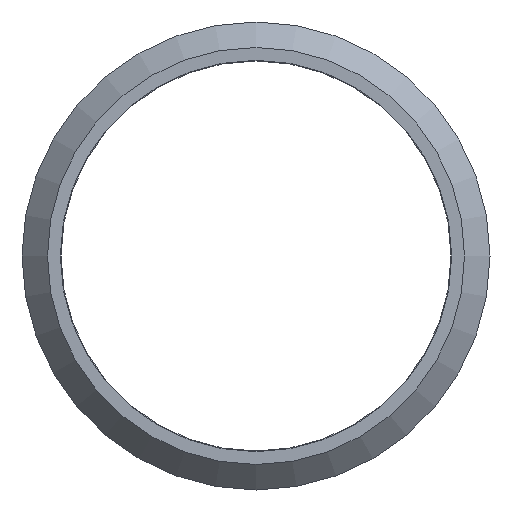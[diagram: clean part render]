
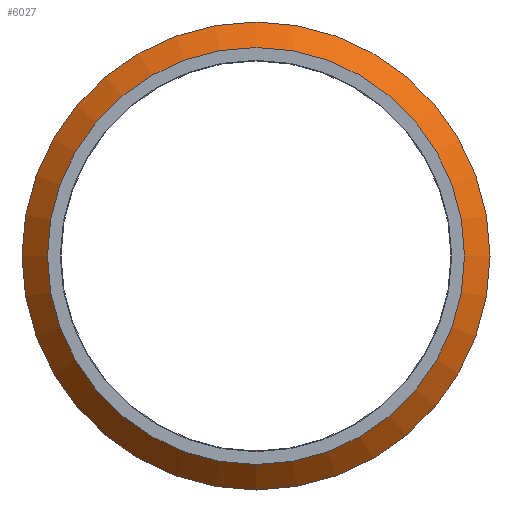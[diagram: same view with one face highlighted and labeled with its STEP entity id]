
A CAD part, left-side view. The second image highlights one B-rep face of the part: STEP entity #6027.
In plain terms, the highlighted conical face has half-angle 45 degrees and reference radius 41.358 mm.
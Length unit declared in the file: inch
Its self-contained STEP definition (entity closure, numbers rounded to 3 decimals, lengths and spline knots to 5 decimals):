
#14=CONICAL_SURFACE('',#6436,1.62825,0.785);
#698=FACE_OUTER_BOUND('',#1062,.T.);
#1062=EDGE_LOOP('',(#5622,#5623,#5624,#5625,#5626,#5627));
#1479=LINE('',#13382,#1894);
#1894=VECTOR('',#7636,1.62825);
#2065=CIRCLE('',#6434,1.5345);
#2066=CIRCLE('',#6435,1.5345);
#2067=CIRCLE('',#6437,1.722);
#2068=CIRCLE('',#6438,1.722);
#2945=VERTEX_POINT('',#13373);
#2946=VERTEX_POINT('',#13374);
#2947=VERTEX_POINT('',#13378);
#2948=VERTEX_POINT('',#13379);
#3839=EDGE_CURVE('',#2945,#2946,#2065,.T.);
#3840=EDGE_CURVE('',#2946,#2945,#2066,.T.);
#3841=EDGE_CURVE('',#2947,#2948,#2067,.T.);
#3842=EDGE_CURVE('',#2948,#2947,#2068,.T.);
#3843=EDGE_CURVE('',#2948,#2946,#1479,.T.);
#5622=ORIENTED_EDGE('',*,*,#3841,.F.);
#5623=ORIENTED_EDGE('',*,*,#3842,.F.);
#5624=ORIENTED_EDGE('',*,*,#3843,.T.);
#5625=ORIENTED_EDGE('',*,*,#3840,.T.);
#5626=ORIENTED_EDGE('',*,*,#3839,.T.);
#5627=ORIENTED_EDGE('',*,*,#3843,.F.);
#6027=ADVANCED_FACE('',(#698),#14,.T.);
#6434=AXIS2_PLACEMENT_3D('',#13375,#7626,#7627);
#6435=AXIS2_PLACEMENT_3D('',#13376,#7628,#7629);
#6436=AXIS2_PLACEMENT_3D('',#13377,#7630,#7631);
#6437=AXIS2_PLACEMENT_3D('',#13380,#7632,#7633);
#6438=AXIS2_PLACEMENT_3D('',#13381,#7634,#7635);
#7626=DIRECTION('center_axis',(1.,0.,0.));
#7627=DIRECTION('ref_axis',(0.,1.,0.));
#7628=DIRECTION('center_axis',(1.,0.,0.));
#7629=DIRECTION('ref_axis',(0.,1.,0.));
#7630=DIRECTION('center_axis',(1.,0.,0.));
#7631=DIRECTION('ref_axis',(0.,1.,0.));
#7632=DIRECTION('center_axis',(1.,0.,0.));
#7633=DIRECTION('ref_axis',(0.,1.,0.));
#7634=DIRECTION('center_axis',(1.,0.,0.));
#7635=DIRECTION('ref_axis',(0.,1.,0.));
#7636=DIRECTION('',(-0.707,0.707,0.));
#13373=CARTESIAN_POINT('',(0.,1.5345,0.));
#13374=CARTESIAN_POINT('',(0.,-1.5345,0.));
#13375=CARTESIAN_POINT('Origin',(0.,0.,0.));
#13376=CARTESIAN_POINT('Origin',(0.,0.,0.));
#13377=CARTESIAN_POINT('Origin',(0.09375,0.,0.));
#13378=CARTESIAN_POINT('',(0.1875,1.722,0.));
#13379=CARTESIAN_POINT('',(0.1875,-1.722,0.));
#13380=CARTESIAN_POINT('Origin',(0.1875,0.,0.));
#13381=CARTESIAN_POINT('Origin',(0.1875,0.,0.));
#13382=CARTESIAN_POINT('',(0.09375,-1.62825,0.));
